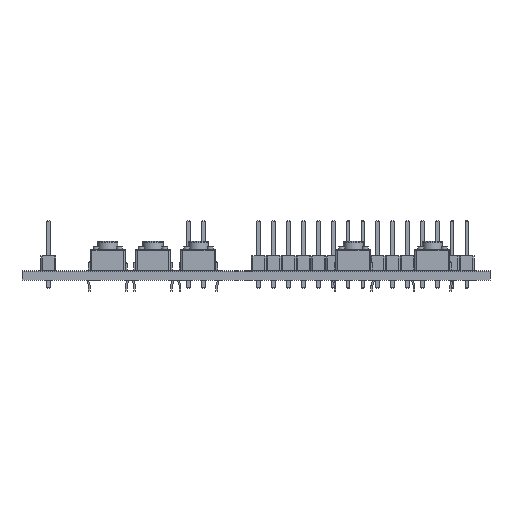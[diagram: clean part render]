
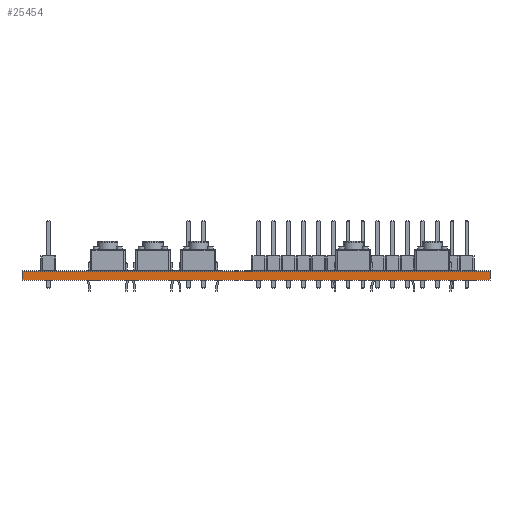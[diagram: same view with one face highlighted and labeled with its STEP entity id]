
A CAD part, front view. The second image highlights one B-rep face of the part: STEP entity #25454.
In plain terms, the highlighted planar face has unit normal (0, -1, 0).
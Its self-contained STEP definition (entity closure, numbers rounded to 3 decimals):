
#2018=FACE_OUTER_BOUND('',#3143,.T.);
#3143=EDGE_LOOP('',(#20503,#20504,#20505,#20506));
#5829=LINE('',#39901,#8952);
#5830=LINE('',#39903,#8953);
#5831=LINE('',#39905,#8954);
#5832=LINE('',#39906,#8955);
#8952=VECTOR('',#31871,1.);
#8953=VECTOR('',#31872,1.);
#8954=VECTOR('',#31873,1.);
#8955=VECTOR('',#31874,1.);
#12444=VERTEX_POINT('',#39899);
#12445=VERTEX_POINT('',#39900);
#12446=VERTEX_POINT('',#39902);
#12447=VERTEX_POINT('',#39904);
#15897=EDGE_CURVE('',#12444,#12445,#5829,.T.);
#15898=EDGE_CURVE('',#12445,#12446,#5830,.T.);
#15899=EDGE_CURVE('',#12447,#12446,#5831,.T.);
#15900=EDGE_CURVE('',#12444,#12447,#5832,.T.);
#20503=ORIENTED_EDGE('',*,*,#15897,.T.);
#20504=ORIENTED_EDGE('',*,*,#15898,.T.);
#20505=ORIENTED_EDGE('',*,*,#15899,.F.);
#20506=ORIENTED_EDGE('',*,*,#15900,.F.);
#23640=PLANE('',#27095);
#25454=ADVANCED_FACE('',(#2018),#23640,.T.);
#27095=AXIS2_PLACEMENT_3D('',#39898,#31869,#31870);
#31869=DIRECTION('center_axis',(0.,-1.,0.));
#31870=DIRECTION('ref_axis',(-1.,0.,0.));
#31871=DIRECTION('',(0.,0.,1.));
#31872=DIRECTION('',(-1.,0.,0.));
#31873=DIRECTION('',(0.,0.,1.));
#31874=DIRECTION('',(-1.,0.,0.));
#39898=CARTESIAN_POINT('Origin',(206.5,-142.75,0.));
#39899=CARTESIAN_POINT('',(206.5,-142.75,0.));
#39900=CARTESIAN_POINT('',(206.5,-142.75,1.51));
#39901=CARTESIAN_POINT('',(206.5,-142.75,0.));
#39902=CARTESIAN_POINT('',(126.5,-142.75,1.51));
#39903=CARTESIAN_POINT('',(206.5,-142.75,1.51));
#39904=CARTESIAN_POINT('',(126.5,-142.75,0.));
#39905=CARTESIAN_POINT('',(126.5,-142.75,0.));
#39906=CARTESIAN_POINT('',(206.5,-142.75,0.));
